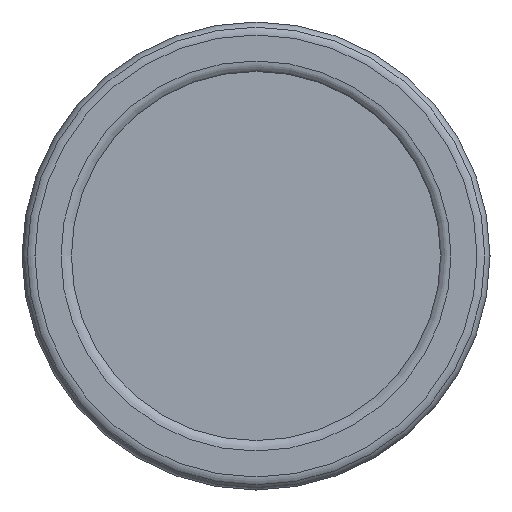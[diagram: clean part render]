
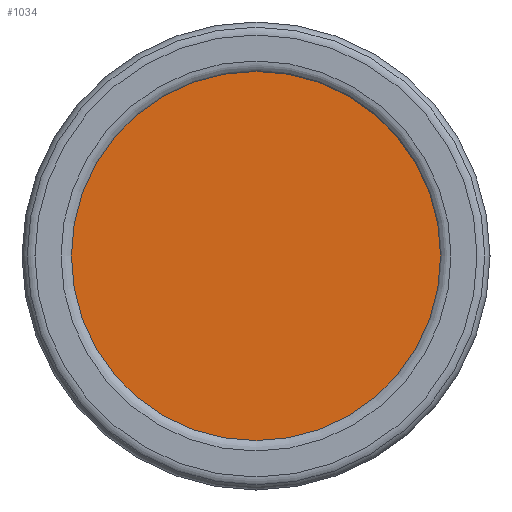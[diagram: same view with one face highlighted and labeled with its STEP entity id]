
A CAD part, left-side view. The second image highlights one B-rep face of the part: STEP entity #1034.
In plain terms, the highlighted planar face has unit normal (-1, 0, 0).
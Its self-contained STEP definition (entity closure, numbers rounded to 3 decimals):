
#84=PLANE('',#1151);
#103=FACE_OUTER_BOUND('',#167,.T.);
#167=EDGE_LOOP('',(#693));
#325=CIRCLE('',#1148,8.5);
#428=VERTEX_POINT('',#1720);
#529=EDGE_CURVE('',#428,#428,#325,.T.);
#693=ORIENTED_EDGE('',*,*,#529,.F.);
#1034=ADVANCED_FACE('',(#103),#84,.F.);
#1148=AXIS2_PLACEMENT_3D('',#1721,#1327,#1328);
#1151=AXIS2_PLACEMENT_3D('',#1726,#1334,#1335);
#1327=DIRECTION('center_axis',(1.,0.,0.));
#1328=DIRECTION('ref_axis',(0.,0.,-1.));
#1334=DIRECTION('center_axis',(1.,0.,0.));
#1335=DIRECTION('ref_axis',(0.,0.,-1.));
#1720=CARTESIAN_POINT('',(0.,0.,-8.5));
#1721=CARTESIAN_POINT('Origin',(0.,0.,0.));
#1726=CARTESIAN_POINT('Origin',(0.,0.,0.));
